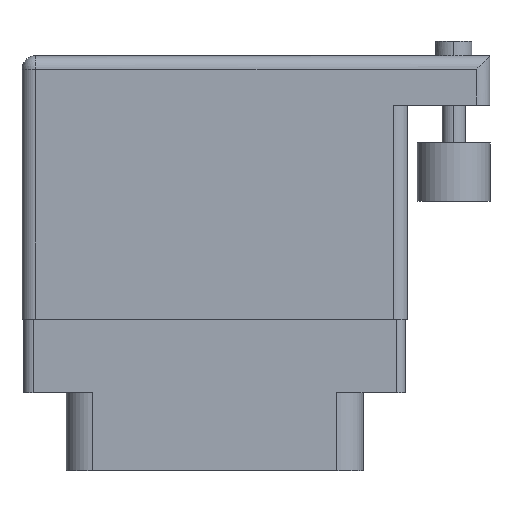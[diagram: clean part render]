
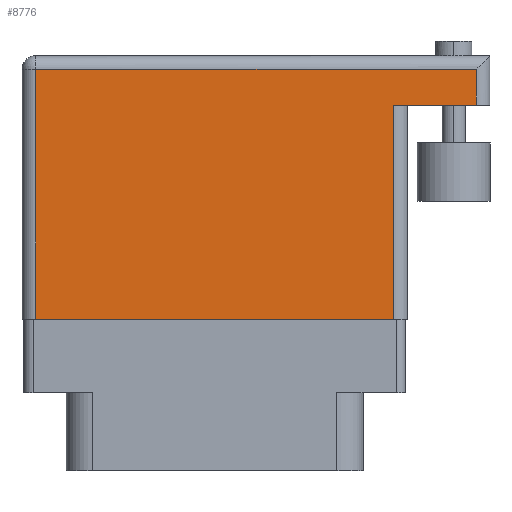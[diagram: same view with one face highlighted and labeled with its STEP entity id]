
A CAD part, front view. The second image highlights one B-rep face of the part: STEP entity #8776.
In plain terms, the highlighted face is planar.
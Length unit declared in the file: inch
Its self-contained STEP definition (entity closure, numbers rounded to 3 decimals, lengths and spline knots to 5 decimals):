
#152 = LINE ( 'NONE', #3427, #12659 ) ;
#262 = CARTESIAN_POINT ( 'NONE',  ( 0.047, 0., 0. ) ) ;
#371 = DIRECTION ( 'NONE',  ( -1., 0., 0. ) ) ;
#586 = DIRECTION ( 'NONE',  ( 0., 1., 0. ) ) ;
#780 = ORIENTED_EDGE ( 'NONE', *, *, #9345, .T. ) ;
#864 = EDGE_CURVE ( 'NONE', #11730, #18434, #7484, .T. ) ;
#1022 = AXIS2_PLACEMENT_3D ( 'NONE', #15785, #17213, #10017 ) ;
#1839 = CARTESIAN_POINT ( 'NONE',  ( 1.562, 0.859, 0. ) ) ;
#1876 = DIRECTION ( 'NONE',  ( 1., 0., 0. ) ) ;
#2641 = ORIENTED_EDGE ( 'NONE', *, *, #5736, .F. ) ;
#2818 = EDGE_LOOP ( 'NONE', ( #14215, #16518, #2641, #13344, #780, #9950 ) ) ;
#2850 = CARTESIAN_POINT ( 'NONE',  ( 1.562, 0.736, 0. ) ) ;
#3354 = VERTEX_POINT ( 'NONE', #15434 ) ;
#3427 = CARTESIAN_POINT ( 'NONE',  ( 1.609, 0.736, 0. ) ) ;
#4143 = PLANE ( 'NONE',  #1022 ) ;
#4601 = CARTESIAN_POINT ( 'NONE',  ( 0., 0., 0. ) ) ;
#5017 = CARTESIAN_POINT ( 'NONE',  ( 1.278, 0.736, 0. ) ) ;
#5736 = EDGE_CURVE ( 'NONE', #15972, #3354, #152, .T. ) ;
#6143 = CARTESIAN_POINT ( 'NONE',  ( 0., 0.859, 0. ) ) ;
#7484 = LINE ( 'NONE', #8664, #15891 ) ;
#7654 = DIRECTION ( 'NONE',  ( 0., 1., 0. ) ) ;
#8579 = VECTOR ( 'NONE', #1876, 39.37008 ) ;
#8664 = CARTESIAN_POINT ( 'NONE',  ( 0.047, 0., 0. ) ) ;
#8776 = ADVANCED_FACE ( 'NONE', ( #9406 ), #4143, .F. ) ;
#8844 = EDGE_CURVE ( 'NONE', #17930, #3354, #13907, .T. ) ;
#8879 = CARTESIAN_POINT ( 'NONE',  ( 1.278, 0., 0. ) ) ;
#9345 = EDGE_CURVE ( 'NONE', #12177, #11730, #11407, .T. ) ;
#9367 = DIRECTION ( 'NONE',  ( -1., 0., 0. ) ) ;
#9406 = FACE_OUTER_BOUND ( 'NONE', #2818, .T. ) ;
#9942 = EDGE_CURVE ( 'NONE', #15972, #12177, #13627, .T. ) ;
#9950 = ORIENTED_EDGE ( 'NONE', *, *, #864, .T. ) ;
#10017 = DIRECTION ( 'NONE',  ( -1., 0., 0. ) ) ;
#10072 = VECTOR ( 'NONE', #586, 39.37008 ) ;
#10087 = DIRECTION ( 'NONE',  ( 0., -1., 0. ) ) ;
#11275 = CARTESIAN_POINT ( 'NONE',  ( 0.047, 0.859, 0. ) ) ;
#11407 = LINE ( 'NONE', #6143, #14115 ) ;
#11730 = VERTEX_POINT ( 'NONE', #11275 ) ;
#12177 = VERTEX_POINT ( 'NONE', #1839 ) ;
#12659 = VECTOR ( 'NONE', #9367, 39.37008 ) ;
#13344 = ORIENTED_EDGE ( 'NONE', *, *, #9942, .T. ) ;
#13553 = LINE ( 'NONE', #4601, #8579 ) ;
#13589 = CARTESIAN_POINT ( 'NONE',  ( 1.562, 0.906, 0. ) ) ;
#13627 = LINE ( 'NONE', #13589, #17462 ) ;
#13907 = LINE ( 'NONE', #5017, #10072 ) ;
#14115 = VECTOR ( 'NONE', #371, 39.37008 ) ;
#14215 = ORIENTED_EDGE ( 'NONE', *, *, #16350, .T. ) ;
#15434 = CARTESIAN_POINT ( 'NONE',  ( 1.278, 0.736, 0. ) ) ;
#15785 = CARTESIAN_POINT ( 'NONE',  ( 0., 0.906, 0. ) ) ;
#15891 = VECTOR ( 'NONE', #10087, 39.37008 ) ;
#15972 = VERTEX_POINT ( 'NONE', #2850 ) ;
#16350 = EDGE_CURVE ( 'NONE', #18434, #17930, #13553, .T. ) ;
#16518 = ORIENTED_EDGE ( 'NONE', *, *, #8844, .T. ) ;
#17213 = DIRECTION ( 'NONE',  ( 0., 0., -1. ) ) ;
#17462 = VECTOR ( 'NONE', #7654, 39.37008 ) ;
#17930 = VERTEX_POINT ( 'NONE', #8879 ) ;
#18434 = VERTEX_POINT ( 'NONE', #262 ) ;
